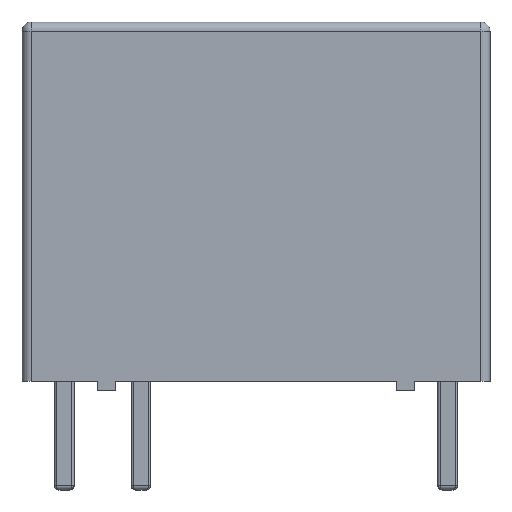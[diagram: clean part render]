
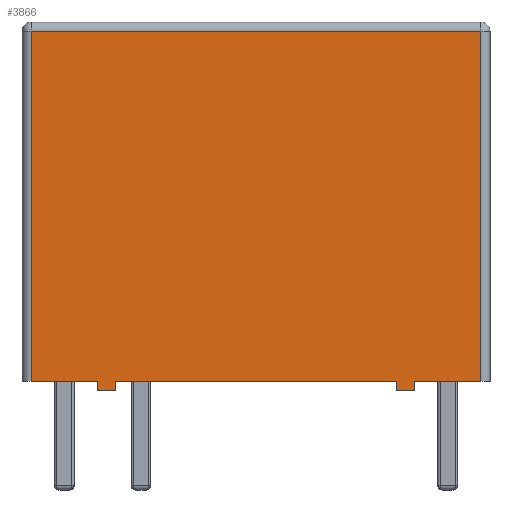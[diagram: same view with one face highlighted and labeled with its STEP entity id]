
A CAD part, front view. The second image highlights one B-rep face of the part: STEP entity #3866.
In plain terms, the highlighted planar face has unit normal (0, -1, 0).
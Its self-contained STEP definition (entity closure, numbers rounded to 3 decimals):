
#9 = DIRECTION ( 'NONE',  ( 0., 0., -1. ) ) ;
#62 = DIRECTION ( 'NONE',  ( 1., 0., 0. ) ) ;
#127 = EDGE_CURVE ( 'NONE', #12583, #7418, #12656, .T. ) ;
#155 = LINE ( 'NONE', #5113, #15346 ) ;
#611 = VECTOR ( 'NONE', #9646, 1000. ) ;
#807 = CARTESIAN_POINT ( 'NONE',  ( -7.75, -5.5, 0.3 ) ) ;
#1488 = LINE ( 'NONE', #6622, #12571 ) ;
#1722 = CARTESIAN_POINT ( 'NONE',  ( 7.45, -5.5, 0.3 ) ) ;
#1793 = DIRECTION ( 'NONE',  ( 0., 0., -1. ) ) ;
#2012 = ORIENTED_EDGE ( 'NONE', *, *, #7887, .T. ) ;
#2829 = CARTESIAN_POINT ( 'NONE',  ( 5.25, -5.5, 0.3 ) ) ;
#2893 = EDGE_CURVE ( 'NONE', #11194, #19921, #1488, .T. ) ;
#2993 = LINE ( 'NONE', #15705, #19901 ) ;
#3866 = ADVANCED_FACE ( 'NONE', ( #6355 ), #12692, .F. ) ;
#4230 = CARTESIAN_POINT ( 'NONE',  ( -5.25, -5.5, 0.3 ) ) ;
#4447 = CARTESIAN_POINT ( 'NONE',  ( -5.25, -5.5, 0. ) ) ;
#4547 = LINE ( 'NONE', #11222, #6351 ) ;
#4669 = LINE ( 'NONE', #15507, #19075 ) ;
#4984 = DIRECTION ( 'NONE',  ( 0., 1., 0. ) ) ;
#5113 = CARTESIAN_POINT ( 'NONE',  ( -7.75, -5.5, 0.3 ) ) ;
#5444 = VECTOR ( 'NONE', #20754, 1000. ) ;
#5876 = ORIENTED_EDGE ( 'NONE', *, *, #8204, .T. ) ;
#6351 = VECTOR ( 'NONE', #1793, 1000. ) ;
#6355 = FACE_OUTER_BOUND ( 'NONE', #10653, .T. ) ;
#6444 = DIRECTION ( 'NONE',  ( 0., 0., -1. ) ) ;
#6622 = CARTESIAN_POINT ( 'NONE',  ( 5.25, -5.5, 0. ) ) ;
#6702 = EDGE_CURVE ( 'NONE', #16726, #12583, #2993, .T. ) ;
#6765 = DIRECTION ( 'NONE',  ( 0., 0., -1. ) ) ;
#6873 = LINE ( 'NONE', #16460, #20603 ) ;
#6920 = ORIENTED_EDGE ( 'NONE', *, *, #19332, .T. ) ;
#7249 = ORIENTED_EDGE ( 'NONE', *, *, #13309, .F. ) ;
#7418 = VERTEX_POINT ( 'NONE', #19335 ) ;
#7670 = VERTEX_POINT ( 'NONE', #1722 ) ;
#7752 = CARTESIAN_POINT ( 'NONE',  ( -7.75, -5.5, 0.3 ) ) ;
#7887 = EDGE_CURVE ( 'NONE', #15969, #11526, #20264, .T. ) ;
#7956 = EDGE_CURVE ( 'NONE', #11159, #11194, #4547, .T. ) ;
#8065 = CARTESIAN_POINT ( 'NONE',  ( 7.45, -5.5, 12.2 ) ) ;
#8076 = CARTESIAN_POINT ( 'NONE',  ( -7.45, -5.5, 12.2 ) ) ;
#8204 = EDGE_CURVE ( 'NONE', #7418, #9505, #155, .T. ) ;
#8473 = VECTOR ( 'NONE', #13463, 1000. ) ;
#9029 = VERTEX_POINT ( 'NONE', #2829 ) ;
#9352 = ORIENTED_EDGE ( 'NONE', *, *, #127, .T. ) ;
#9505 = VERTEX_POINT ( 'NONE', #4230 ) ;
#9646 = DIRECTION ( 'NONE',  ( 0., 0., 1. ) ) ;
#9731 = ORIENTED_EDGE ( 'NONE', *, *, #17645, .T. ) ;
#9867 = ORIENTED_EDGE ( 'NONE', *, *, #7956, .T. ) ;
#10623 = EDGE_CURVE ( 'NONE', #14993, #11526, #6873, .T. ) ;
#10653 = EDGE_LOOP ( 'NONE', ( #9731, #10683, #11233, #9352, #5876, #6920, #2012, #18471, #20750, #9867, #14937, #7249 ) ) ;
#10683 = ORIENTED_EDGE ( 'NONE', *, *, #18856, .T. ) ;
#11159 = VERTEX_POINT ( 'NONE', #17427 ) ;
#11194 = VERTEX_POINT ( 'NONE', #19235 ) ;
#11222 = CARTESIAN_POINT ( 'NONE',  ( 4.65, -5.5, 0.3 ) ) ;
#11233 = ORIENTED_EDGE ( 'NONE', *, *, #6702, .T. ) ;
#11488 = CARTESIAN_POINT ( 'NONE',  ( -5.25, -5.5, 0.3 ) ) ;
#11526 = VERTEX_POINT ( 'NONE', #12179 ) ;
#12179 = CARTESIAN_POINT ( 'NONE',  ( -4.65, -5.5, 0. ) ) ;
#12571 = VECTOR ( 'NONE', #19401, 1000. ) ;
#12583 = VERTEX_POINT ( 'NONE', #16076 ) ;
#12656 = LINE ( 'NONE', #8076, #13655 ) ;
#12692 = PLANE ( 'NONE',  #14407 ) ;
#13041 = CARTESIAN_POINT ( 'NONE',  ( 7.45, -5.5, 11.9 ) ) ;
#13212 = DIRECTION ( 'NONE',  ( -1., 0., 0. ) ) ;
#13309 = EDGE_CURVE ( 'NONE', #9029, #19921, #4669, .T. ) ;
#13463 = DIRECTION ( 'NONE',  ( 1., 0., 0. ) ) ;
#13655 = VECTOR ( 'NONE', #9, 1000. ) ;
#13853 = CARTESIAN_POINT ( 'NONE',  ( -4.65, -5.5, 0.3 ) ) ;
#14407 = AXIS2_PLACEMENT_3D ( 'NONE', #16116, #4984, #13212 ) ;
#14615 = VECTOR ( 'NONE', #16151, 1000. ) ;
#14699 = LINE ( 'NONE', #11488, #14615 ) ;
#14937 = ORIENTED_EDGE ( 'NONE', *, *, #2893, .T. ) ;
#14993 = VERTEX_POINT ( 'NONE', #13853 ) ;
#15130 = LINE ( 'NONE', #807, #8473 ) ;
#15346 = VECTOR ( 'NONE', #62, 1000. ) ;
#15403 = LINE ( 'NONE', #8065, #611 ) ;
#15507 = CARTESIAN_POINT ( 'NONE',  ( 5.25, -5.5, 0.3 ) ) ;
#15572 = LINE ( 'NONE', #7752, #5444 ) ;
#15705 = CARTESIAN_POINT ( 'NONE',  ( -7.75, -5.5, 11.9 ) ) ;
#15969 = VERTEX_POINT ( 'NONE', #17399 ) ;
#16076 = CARTESIAN_POINT ( 'NONE',  ( -7.45, -5.5, 11.9 ) ) ;
#16116 = CARTESIAN_POINT ( 'NONE',  ( -7.75, -5.5, 12.2 ) ) ;
#16151 = DIRECTION ( 'NONE',  ( 0., 0., -1. ) ) ;
#16460 = CARTESIAN_POINT ( 'NONE',  ( -4.65, -5.5, 0.3 ) ) ;
#16726 = VERTEX_POINT ( 'NONE', #13041 ) ;
#16756 = DIRECTION ( 'NONE',  ( 1., 0., 0. ) ) ;
#17289 = DIRECTION ( 'NONE',  ( -1., 0., 0. ) ) ;
#17391 = EDGE_CURVE ( 'NONE', #14993, #11159, #15572, .T. ) ;
#17399 = CARTESIAN_POINT ( 'NONE',  ( -5.25, -5.5, 0. ) ) ;
#17427 = CARTESIAN_POINT ( 'NONE',  ( 4.65, -5.5, 0.3 ) ) ;
#17454 = CARTESIAN_POINT ( 'NONE',  ( 5.25, -5.5, 0. ) ) ;
#17645 = EDGE_CURVE ( 'NONE', #9029, #7670, #15130, .T. ) ;
#18471 = ORIENTED_EDGE ( 'NONE', *, *, #10623, .F. ) ;
#18856 = EDGE_CURVE ( 'NONE', #7670, #16726, #15403, .T. ) ;
#19075 = VECTOR ( 'NONE', #6444, 1000. ) ;
#19235 = CARTESIAN_POINT ( 'NONE',  ( 4.65, -5.5, 0. ) ) ;
#19332 = EDGE_CURVE ( 'NONE', #9505, #15969, #14699, .T. ) ;
#19335 = CARTESIAN_POINT ( 'NONE',  ( -7.45, -5.5, 0.3 ) ) ;
#19392 = VECTOR ( 'NONE', #16756, 1000. ) ;
#19401 = DIRECTION ( 'NONE',  ( 1., 0., 0. ) ) ;
#19901 = VECTOR ( 'NONE', #17289, 1000. ) ;
#19921 = VERTEX_POINT ( 'NONE', #17454 ) ;
#20264 = LINE ( 'NONE', #4447, #19392 ) ;
#20603 = VECTOR ( 'NONE', #6765, 1000. ) ;
#20750 = ORIENTED_EDGE ( 'NONE', *, *, #17391, .T. ) ;
#20754 = DIRECTION ( 'NONE',  ( 1., 0., 0. ) ) ;
